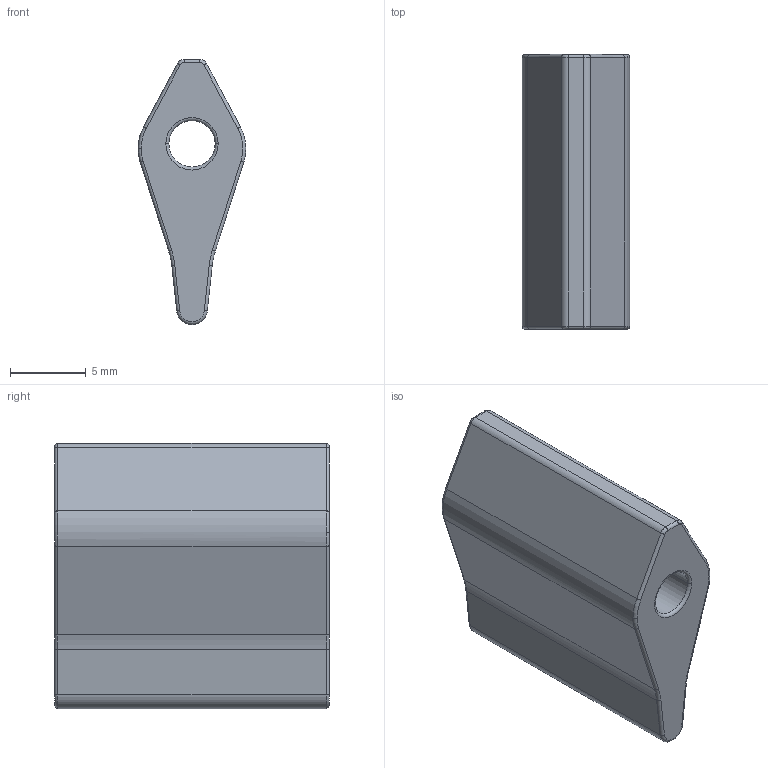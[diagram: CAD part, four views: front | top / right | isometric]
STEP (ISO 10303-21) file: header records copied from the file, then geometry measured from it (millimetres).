
FILE_DESCRIPTION (( 'STEP AP203' ), '1' );
FILE_NAME ('latch_clip_box filter25032020.STEP', '2020-03-25T11:44:01', ( '' ), ( '' ), 'SwSTEP 2.0', 'SolidWorks 2014', '' );
FILE_SCHEMA (( 'CONFIG_CONTROL_DESIGN' ));
Length unit declared in the file: millimetre
Products named in the file (1): latch_clip_box filter25032020
Bounding box: 7.09 x 18.09 x 17.45 mm (x, y, z)
Volume: 1202.1 mm3; surface area: 1013.8 mm2
Topology: 1 solids, 1 shells, 52 faces, 120 edges, 70 vertices
Faces by surface type: cylinder 24, torus 19, plane 9
Entity records: 1560 total; most frequent: DIRECTION 301, CARTESIAN_POINT 243, ORIENTED_EDGE 240, AXIS2_PLACEMENT_3D 128, EDGE_CURVE 120, CIRCLE 75, VERTEX_POINT 70, EDGE_LOOP 54
